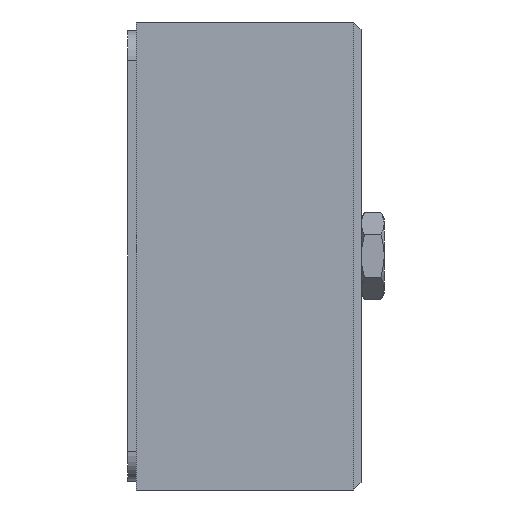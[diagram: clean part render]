
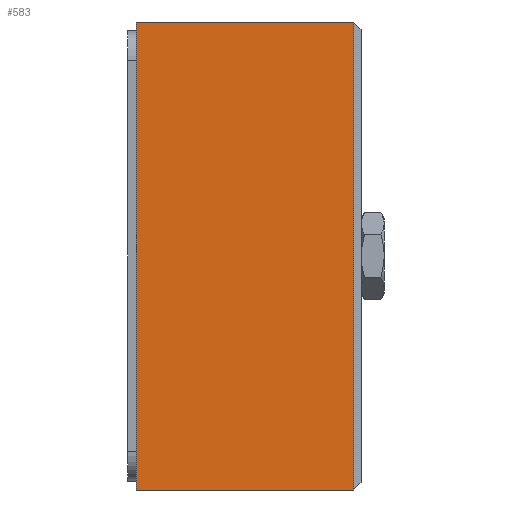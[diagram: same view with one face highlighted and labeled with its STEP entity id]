
A CAD part, left-side view. The second image highlights one B-rep face of the part: STEP entity #583.
In plain terms, the highlighted planar face has unit normal (-1, 0, 0).
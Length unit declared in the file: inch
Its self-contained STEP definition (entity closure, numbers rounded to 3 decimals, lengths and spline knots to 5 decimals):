
#103 = ORIENTED_EDGE ( 'NONE', *, *, #325, .F. ) ;
#171 = VECTOR ( 'NONE', #3167, 39.37008 ) ;
#312 = LINE ( 'NONE', #1450, #373 ) ;
#325 = EDGE_CURVE ( 'NONE', #3011, #1954, #1033, .T. ) ;
#373 = VECTOR ( 'NONE', #2420, 39.37008 ) ;
#469 = DIRECTION ( 'NONE',  ( 1., 0., 0. ) ) ;
#495 = CARTESIAN_POINT ( 'NONE',  ( -1.9685, 0.945, 0.9845 ) ) ;
#499 = CARTESIAN_POINT ( 'NONE',  ( -1.9685, 0.945, 0.9845 ) ) ;
#583 = ADVANCED_FACE ( 'NONE', ( #1813 ), #1523, .F. ) ;
#670 = ORIENTED_EDGE ( 'NONE', *, *, #1039, .F. ) ;
#800 = VECTOR ( 'NONE', #1676, 39.37008 ) ;
#819 = LINE ( 'NONE', #1726, #171 ) ;
#860 = CARTESIAN_POINT ( 'NONE',  ( -1.9685, 0.945, 0.9845 ) ) ;
#1023 = CARTESIAN_POINT ( 'NONE',  ( -1.9685, 0.945, 0.9845 ) ) ;
#1033 = LINE ( 'NONE', #499, #800 ) ;
#1039 = EDGE_CURVE ( 'NONE', #1954, #1366, #2295, .T. ) ;
#1366 = VERTEX_POINT ( 'NONE', #2765 ) ;
#1450 = CARTESIAN_POINT ( 'NONE',  ( -1.9685, 0.03, 0.9845 ) ) ;
#1523 = PLANE ( 'NONE',  #2548 ) ;
#1676 = DIRECTION ( 'NONE',  ( 0., 0., 1. ) ) ;
#1684 = CARTESIAN_POINT ( 'NONE',  ( -1.9685, 0.945, -0.9845 ) ) ;
#1726 = CARTESIAN_POINT ( 'NONE',  ( -1.9685, 0.945, -0.9845 ) ) ;
#1799 = VECTOR ( 'NONE', #2036, 39.37008 ) ;
#1813 = FACE_OUTER_BOUND ( 'NONE', #3825, .T. ) ;
#1954 = VERTEX_POINT ( 'NONE', #860 ) ;
#2036 = DIRECTION ( 'NONE',  ( 0., -1., 0. ) ) ;
#2295 = LINE ( 'NONE', #495, #1799 ) ;
#2301 = ORIENTED_EDGE ( 'NONE', *, *, #3181, .T. ) ;
#2420 = DIRECTION ( 'NONE',  ( 0., 0., 1. ) ) ;
#2548 = AXIS2_PLACEMENT_3D ( 'NONE', #1023, #469, #2835 ) ;
#2658 = ORIENTED_EDGE ( 'NONE', *, *, #3058, .T. ) ;
#2765 = CARTESIAN_POINT ( 'NONE',  ( -1.9685, 0.03, 0.9845 ) ) ;
#2835 = DIRECTION ( 'NONE',  ( 0., 0., -1. ) ) ;
#2932 = VERTEX_POINT ( 'NONE', #3359 ) ;
#3011 = VERTEX_POINT ( 'NONE', #1684 ) ;
#3058 = EDGE_CURVE ( 'NONE', #3011, #2932, #819, .T. ) ;
#3167 = DIRECTION ( 'NONE',  ( 0., -1., 0. ) ) ;
#3181 = EDGE_CURVE ( 'NONE', #2932, #1366, #312, .T. ) ;
#3359 = CARTESIAN_POINT ( 'NONE',  ( -1.9685, 0.03, -0.9845 ) ) ;
#3825 = EDGE_LOOP ( 'NONE', ( #2658, #2301, #670, #103 ) ) ;
